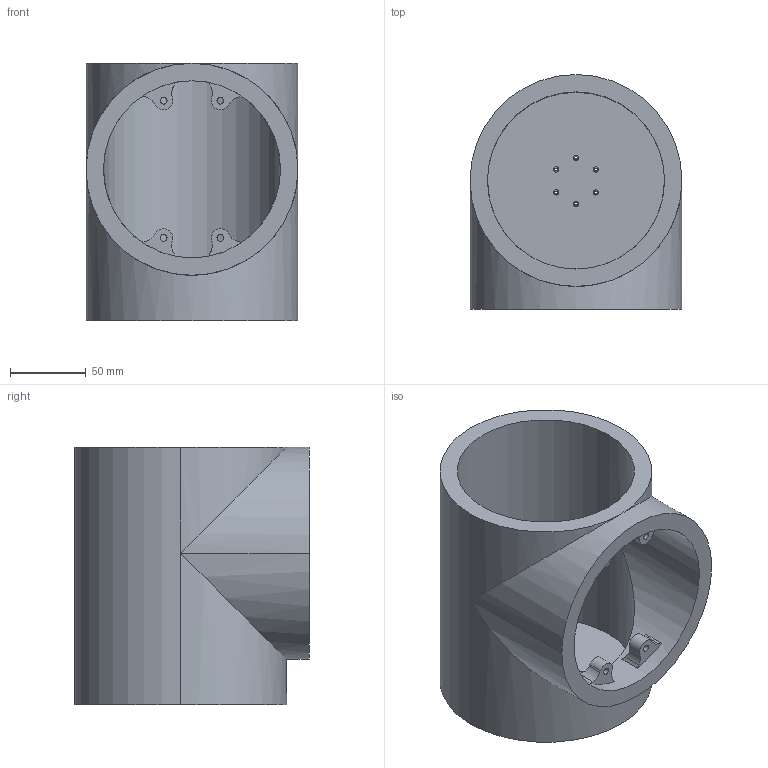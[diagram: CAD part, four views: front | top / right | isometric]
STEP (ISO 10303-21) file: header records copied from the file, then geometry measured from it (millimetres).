
FILE_DESCRIPTION (( 'STEP AP214' ), '1' );
FILE_NAME ('link1.STEP', '2025-11-07T19:32:42', ( '' ), ( '' ), 'SwSTEP 2.0', 'SolidWorks 2025', '' );
FILE_SCHEMA (( 'AUTOMOTIVE_DESIGN' ));
Length unit declared in the file: millimetre
Products named in the file (1): link1
Bounding box: 140 x 155 x 170 mm (x, y, z)
Volume: 872365.8 mm3; surface area: 175384.2 mm2
Topology: 1 solids, 1 shells, 119 faces, 306 edges, 201 vertices
Faces by surface type: cylinder 67, plane 40, torus 8, cone 4
Entity records: 3968 total; most frequent: CARTESIAN_POINT 940, DIRECTION 654, ORIENTED_EDGE 612, EDGE_CURVE 306, AXIS2_PLACEMENT_3D 271, VERTEX_POINT 201, EDGE_LOOP 153, CIRCLE 151
